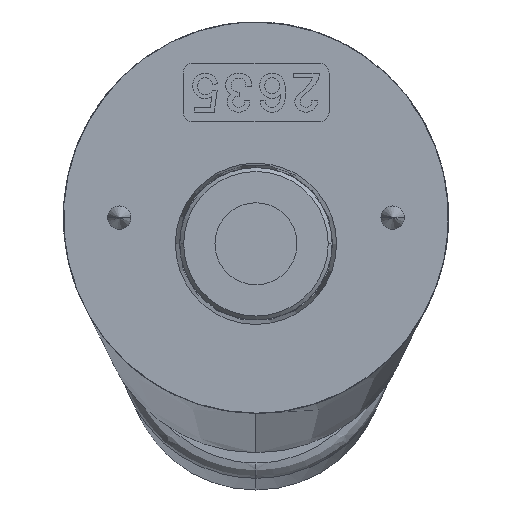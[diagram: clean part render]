
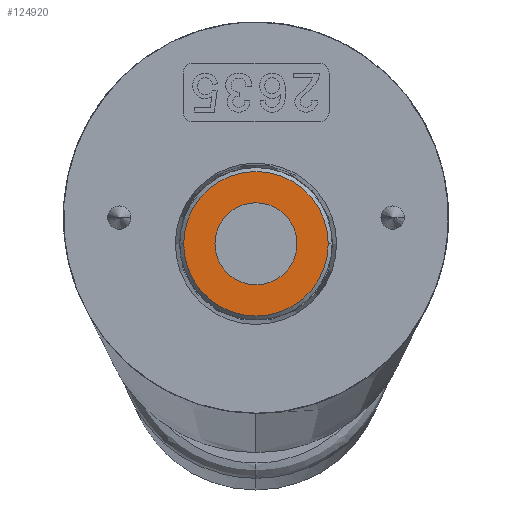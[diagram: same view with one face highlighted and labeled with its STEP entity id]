
A CAD part, front view. The second image highlights one B-rep face of the part: STEP entity #124920.
In plain terms, the highlighted planar face has unit normal (0, -1, 0).
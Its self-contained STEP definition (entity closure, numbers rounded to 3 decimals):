
#124570=CARTESIAN_POINT('',(-4.5,-25.471,0.));
#124580=DIRECTION('',(-0.,1.,0.));
#124590=DIRECTION('',(1.,0.,0.));
#124600=AXIS2_PLACEMENT_3D('',#124570,#124580,#124590);
#124610=PLANE('',#124600);
#124620=CARTESIAN_POINT('',(-8.5,-25.471,0.));
#124630=DIRECTION('',(0.,-1.,0.));
#124640=DIRECTION('',(-1.,0.,0.));
#124650=AXIS2_PLACEMENT_3D('',#124620,#124630,#124640);
#124660=CIRCLE('',#124650,2.1);
#124670=CARTESIAN_POINT('',(-10.6,-25.471,0.));
#124680=VERTEX_POINT('',#124670);
#124690=CARTESIAN_POINT('',(-6.4,-25.471,0.));
#124700=VERTEX_POINT('',#124690);
#124710=EDGE_CURVE('',#124680,#124700,#124660,.T.);
#124720=ORIENTED_EDGE('',*,*,#124710,.F.);
#124730=EDGE_CURVE('',#124700,#124680,#124660,.T.);
#124740=ORIENTED_EDGE('',*,*,#124730,.F.);
#124750=EDGE_LOOP('',(#124740,#124720));
#124760=FACE_BOUND('',#124750,.T.);
#124770=CARTESIAN_POINT('',(-8.5,-25.471,0.));
#124780=DIRECTION('',(0.,1.,0.));
#124790=DIRECTION('',(1.,0.,0.));
#124800=AXIS2_PLACEMENT_3D('',#124770,#124780,#124790);
#124810=CIRCLE('',#124800,3.7);
#124820=CARTESIAN_POINT('',(-12.2,-25.471,0.));
#124830=VERTEX_POINT('',#124820);
#124840=CARTESIAN_POINT('',(-4.8,-25.471,0.));
#124850=VERTEX_POINT('',#124840);
#124860=EDGE_CURVE('',#124830,#124850,#124810,.T.);
#124870=ORIENTED_EDGE('',*,*,#124860,.F.);
#124880=EDGE_CURVE('',#124850,#124830,#124810,.T.);
#124890=ORIENTED_EDGE('',*,*,#124880,.F.);
#124900=EDGE_LOOP('',(#124890,#124870));
#124910=FACE_OUTER_BOUND('',#124900,.T.);
#124920=ADVANCED_FACE('',(#124760,#124910),#124610,.F.);
